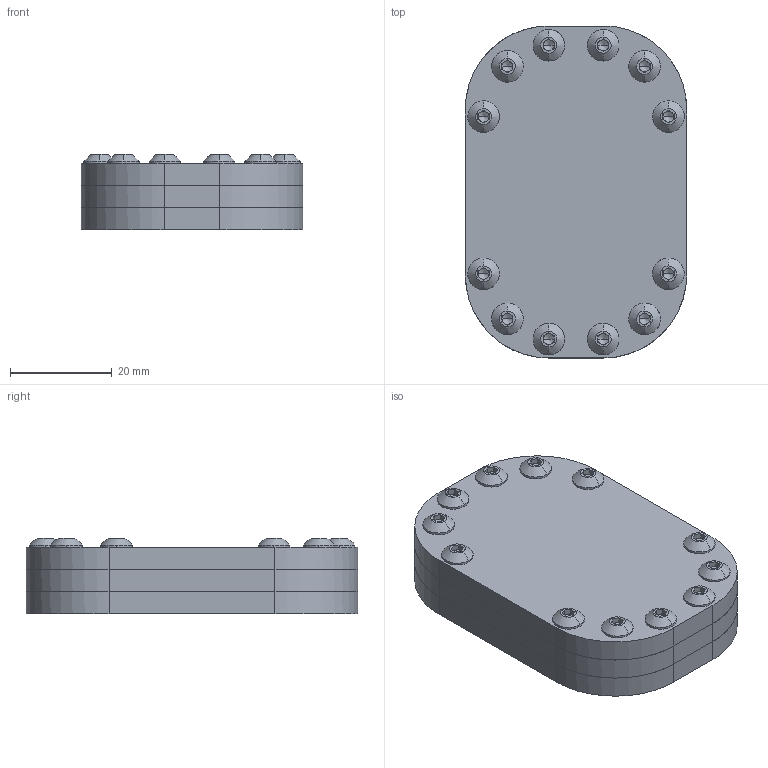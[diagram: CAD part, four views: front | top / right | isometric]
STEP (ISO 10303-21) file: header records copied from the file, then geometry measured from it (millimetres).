
FILE_DESCRIPTION(('FreeCAD Model'),'2;1');
FILE_NAME('Open CASCADE Shape Model','2025-05-03T21:46:22',('FreeCAD'),( 'FreeCAD'),'Open CASCADE STEP processor 7.6','FreeCAD','Unknown');
FILE_SCHEMA(('AUTOMOTIVE_DESIGN { 1 0 10303 214 1 1 1 1 }'));
Length unit declared in the file: millimetre
Products named in the file (1): Open CASCADE STEP translator 7.6 1
Bounding box: 43.39 x 65.08 x 14.81 mm (x, y, z)
Volume: 32501.3 mm3; surface area: 22215.3 mm2
Topology: 17 solids, 17 shells, 555 faces, 1383 edges, 862 vertices
Faces by surface type: bspline 555
Entity records: 16539 total; most frequent: CARTESIAN_POINT 8837, ORIENTED_EDGE 2718, EDGE_CURVE 1359, VERTEX_POINT 862, FACE_BOUND 661, EDGE_LOOP 661, B_SPLINE_CURVE_WITH_KNOTS 633, ADVANCED_FACE 555
